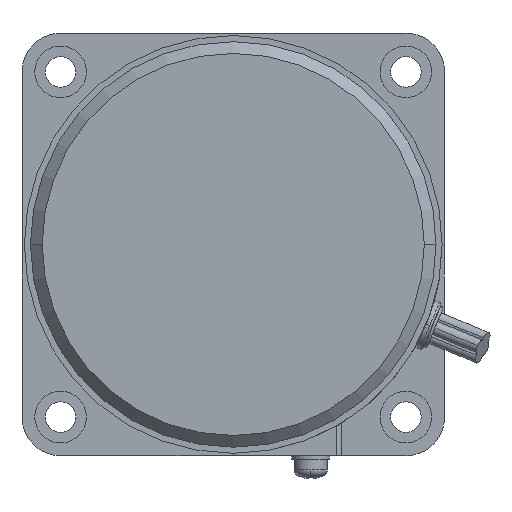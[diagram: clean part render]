
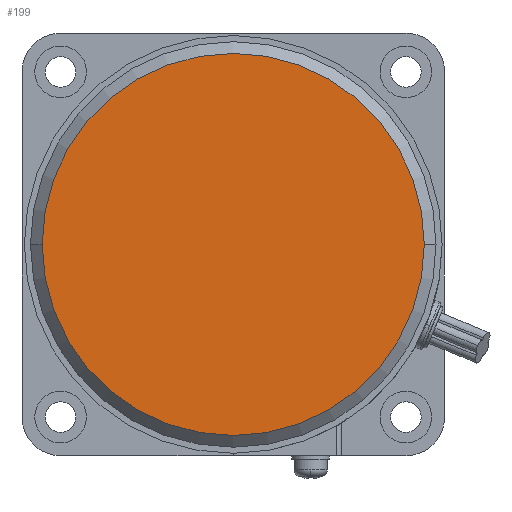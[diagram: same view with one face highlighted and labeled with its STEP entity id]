
A CAD part, left-side view. The second image highlights one B-rep face of the part: STEP entity #199.
In plain terms, the highlighted planar face has unit normal (-1, 0, 0).
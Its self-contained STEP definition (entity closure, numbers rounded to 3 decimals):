
#199 = ADVANCED_FACE( '', ( #469 ), #470, .T. );
#469 = FACE_OUTER_BOUND( '', #749, .T. );
#470 = PLANE( '', #750 );
#749 = EDGE_LOOP( '', ( #1781, #1782 ) );
#750 = AXIS2_PLACEMENT_3D( '', #1783, #1784, #1785 );
#1781 = ORIENTED_EDGE( '', *, *, #1855, .F. );
#1782 = ORIENTED_EDGE( '', *, *, #2163, .F. );
#1783 = CARTESIAN_POINT( '', ( -105., 20.35, 0. ) );
#1784 = DIRECTION( '', ( -1., 0., 0. ) );
#1785 = DIRECTION( '', ( 0., -1., 0. ) );
#1855 = EDGE_CURVE( '', #2216, #2218, #2219, .T. );
#2163 = EDGE_CURVE( '', #2218, #2216, #2726, .T. );
#2216 = VERTEX_POINT( '', #2781 );
#2218 = VERTEX_POINT( '', #2784 );
#2219 = CIRCLE( '', #2785, 40.7 );
#2726 = CIRCLE( '', #3595, 40.7 );
#2781 = CARTESIAN_POINT( '', ( -105., 40.7, 0. ) );
#2784 = CARTESIAN_POINT( '', ( -105., -40.7, 0. ) );
#2785 = AXIS2_PLACEMENT_3D( '', #3673, #3674, #3675 );
#3595 = AXIS2_PLACEMENT_3D( '', #4273, #4274, #4275 );
#3673 = CARTESIAN_POINT( '', ( -105., 0., 0. ) );
#3674 = DIRECTION( '', ( 1., 0., 0. ) );
#3675 = DIRECTION( '', ( 0., 1., 0. ) );
#4273 = CARTESIAN_POINT( '', ( -105., 0., 0. ) );
#4274 = DIRECTION( '', ( 1., 0., 0. ) );
#4275 = DIRECTION( '', ( 0., 1., 0. ) );
